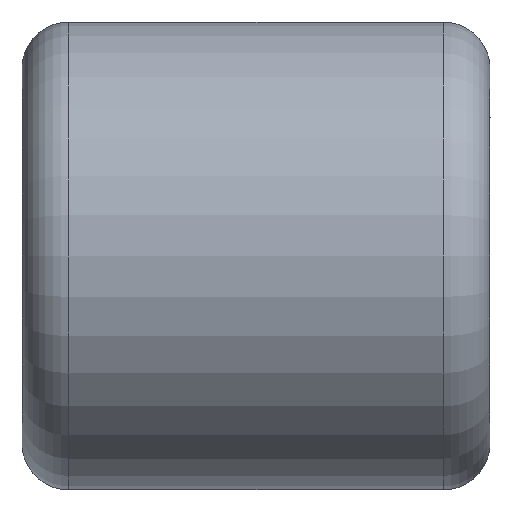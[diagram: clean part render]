
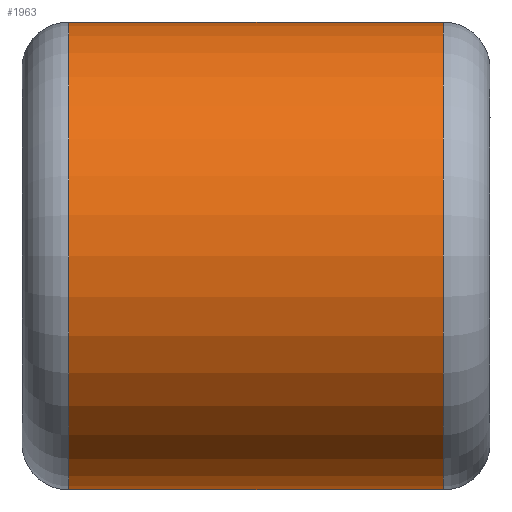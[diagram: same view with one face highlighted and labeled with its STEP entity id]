
A CAD part, left-side view. The second image highlights one B-rep face of the part: STEP entity #1963.
In plain terms, the highlighted cylindrical face has radius 2.5 mm (diameter 5 mm), a partial arc.
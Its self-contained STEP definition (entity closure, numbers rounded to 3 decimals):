
#5 = CARTESIAN_POINT ( 'NONE',  ( 0., 0.5, -2.5 ) ) ;
#8 = AXIS2_PLACEMENT_3D ( 'NONE', #300, #719, #1632 ) ;
#52 = EDGE_LOOP ( 'NONE', ( #2011, #1001, #2130, #636 ) ) ;
#149 = FACE_OUTER_BOUND ( 'NONE', #52, .T. ) ;
#167 = CARTESIAN_POINT ( 'NONE',  ( 0., 5., 0. ) ) ;
#211 = EDGE_CURVE ( 'NONE', #1416, #2125, #1585, .T. ) ;
#292 = VERTEX_POINT ( 'NONE', #968 ) ;
#300 = CARTESIAN_POINT ( 'NONE',  ( 0., 4.5, 0. ) ) ;
#312 = AXIS2_PLACEMENT_3D ( 'NONE', #526, #1452, #1292 ) ;
#328 = LINE ( 'NONE', #339, #1538 ) ;
#339 = CARTESIAN_POINT ( 'NONE',  ( 0., 5., -2.5 ) ) ;
#340 = CYLINDRICAL_SURFACE ( 'NONE', #656, 2.5 ) ;
#466 = DIRECTION ( 'NONE',  ( 0., -1., 0. ) ) ;
#526 = CARTESIAN_POINT ( 'NONE',  ( 0., 0.5, 0. ) ) ;
#636 = ORIENTED_EDGE ( 'NONE', *, *, #211, .T. ) ;
#656 = AXIS2_PLACEMENT_3D ( 'NONE', #167, #1306, #1672 ) ;
#719 = DIRECTION ( 'NONE',  ( 0., -1., 0. ) ) ;
#747 = CIRCLE ( 'NONE', #8, 2.5 ) ;
#771 = EDGE_CURVE ( 'NONE', #2184, #1416, #328, .T. ) ;
#945 = CARTESIAN_POINT ( 'NONE',  ( 0., 4.5, -2.5 ) ) ;
#962 = VECTOR ( 'NONE', #466, 1000. ) ;
#968 = CARTESIAN_POINT ( 'NONE',  ( 0., 4.5, 2.5 ) ) ;
#1001 = ORIENTED_EDGE ( 'NONE', *, *, #1215, .T. ) ;
#1096 = DIRECTION ( 'NONE',  ( 0., -1., 0. ) ) ;
#1215 = EDGE_CURVE ( 'NONE', #292, #2184, #747, .T. ) ;
#1292 = DIRECTION ( 'NONE',  ( 0., 0., 1. ) ) ;
#1306 = DIRECTION ( 'NONE',  ( 0., -1., 0. ) ) ;
#1416 = VERTEX_POINT ( 'NONE', #5 ) ;
#1452 = DIRECTION ( 'NONE',  ( 0., 1., 0. ) ) ;
#1485 = EDGE_CURVE ( 'NONE', #292, #2125, #1978, .T. ) ;
#1536 = CARTESIAN_POINT ( 'NONE',  ( 0., 0.5, 2.5 ) ) ;
#1538 = VECTOR ( 'NONE', #1096, 1000. ) ;
#1585 = CIRCLE ( 'NONE', #312, 2.5 ) ;
#1632 = DIRECTION ( 'NONE',  ( 0., 0., 1. ) ) ;
#1672 = DIRECTION ( 'NONE',  ( 0., 0., -1. ) ) ;
#1951 = CARTESIAN_POINT ( 'NONE',  ( 0., 5., 2.5 ) ) ;
#1963 = ADVANCED_FACE ( 'NONE', ( #149 ), #340, .T. ) ;
#1978 = LINE ( 'NONE', #1951, #962 ) ;
#2011 = ORIENTED_EDGE ( 'NONE', *, *, #1485, .F. ) ;
#2125 = VERTEX_POINT ( 'NONE', #1536 ) ;
#2130 = ORIENTED_EDGE ( 'NONE', *, *, #771, .T. ) ;
#2184 = VERTEX_POINT ( 'NONE', #945 ) ;
